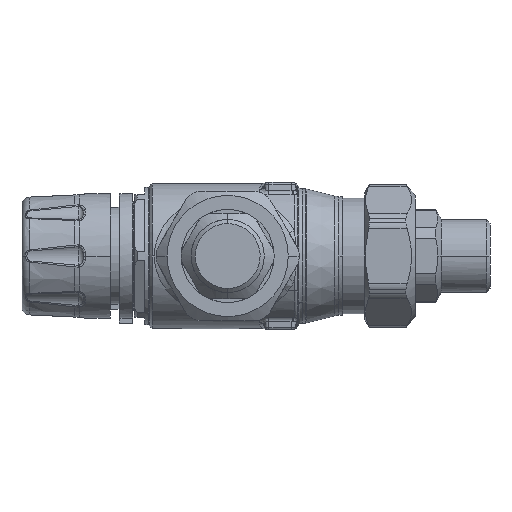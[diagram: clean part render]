
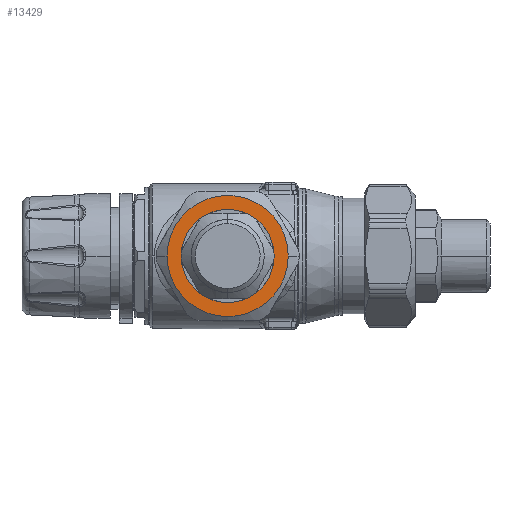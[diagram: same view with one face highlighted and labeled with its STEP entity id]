
A CAD part, left-side view. The second image highlights one B-rep face of the part: STEP entity #13429.
In plain terms, the highlighted planar face has unit normal (-1, 0, 0).
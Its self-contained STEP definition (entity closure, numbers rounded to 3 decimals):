
#13020=CARTESIAN_POINT('Vertex',(-57.9,0.,-16.8)) ;
#13074=CARTESIAN_POINT('Vertex',(-57.9,0.,16.8)) ;
#13077=CARTESIAN_POINT('Axis2P3D Location',(-57.9,0.,0.)) ;
#13378=CARTESIAN_POINT('Axis2P3D Location',(-57.9,0.,0.)) ;
#13402=CARTESIAN_POINT('Axis2P3D Location',(-57.9,0.,0.)) ;
#13407=CARTESIAN_POINT('Axis2P3D Location',(-57.9,0.,0.)) ;
#13411=CARTESIAN_POINT('Vertex',(-57.9,21.917,0.)) ;
#13413=CARTESIAN_POINT('Vertex',(-57.9,-21.917,0.)) ;
#13416=CARTESIAN_POINT('Axis2P3D Location',(-57.9,0.,0.)) ;
#13078=DIRECTION('Axis2P3D Direction',(-1.,0.,0.)) ;
#13379=DIRECTION('Axis2P3D Direction',(-1.,0.,0.)) ;
#13403=DIRECTION('Axis2P3D Direction',(-1.,0.,0.)) ;
#13404=DIRECTION('Axis2P3D XDirection',(0.,1.,0.)) ;
#13408=DIRECTION('Axis2P3D Direction',(-1.,0.,0.)) ;
#13417=DIRECTION('Axis2P3D Direction',(-1.,0.,0.)) ;
#13079=AXIS2_PLACEMENT_3D('Circle Axis2P3D',#13077,#13078,$) ;
#13380=AXIS2_PLACEMENT_3D('Circle Axis2P3D',#13378,#13379,$) ;
#13405=AXIS2_PLACEMENT_3D('Plane Axis2P3D',#13402,#13403,#13404) ;
#13409=AXIS2_PLACEMENT_3D('Circle Axis2P3D',#13407,#13408,$) ;
#13418=AXIS2_PLACEMENT_3D('Circle Axis2P3D',#13416,#13417,$) ;
#13080=CIRCLE('generated circle',#13079,16.8) ;
#13381=CIRCLE('generated circle',#13380,16.8) ;
#13410=CIRCLE('generated circle',#13409,21.917) ;
#13419=CIRCLE('generated circle',#13418,21.917) ;
#13406=PLANE('',#13405) ;
#13428=FACE_BOUND('',#13425,.T.) ;
#13081=EDGE_CURVE('',#13075,#13021,#13080,.T.) ;
#13382=EDGE_CURVE('',#13021,#13075,#13381,.T.) ;
#13415=EDGE_CURVE('',#13412,#13414,#13410,.T.) ;
#13420=EDGE_CURVE('',#13414,#13412,#13419,.T.) ;
#13422=ORIENTED_EDGE('',*,*,#13415,.T.) ;
#13423=ORIENTED_EDGE('',*,*,#13420,.T.) ;
#13426=ORIENTED_EDGE('',*,*,#13081,.F.) ;
#13427=ORIENTED_EDGE('',*,*,#13382,.F.) ;
#13421=EDGE_LOOP('',(#13422,#13423)) ;
#13425=EDGE_LOOP('',(#13426,#13427)) ;
#13021=VERTEX_POINT('',#13020) ;
#13075=VERTEX_POINT('',#13074) ;
#13412=VERTEX_POINT('',#13411) ;
#13414=VERTEX_POINT('',#13413) ;
#13429=ADVANCED_FACE('523053 - TST',(#13424,#13428),#13406,.T.) ;
#13424=FACE_OUTER_BOUND('',#13421,.T.) ;
